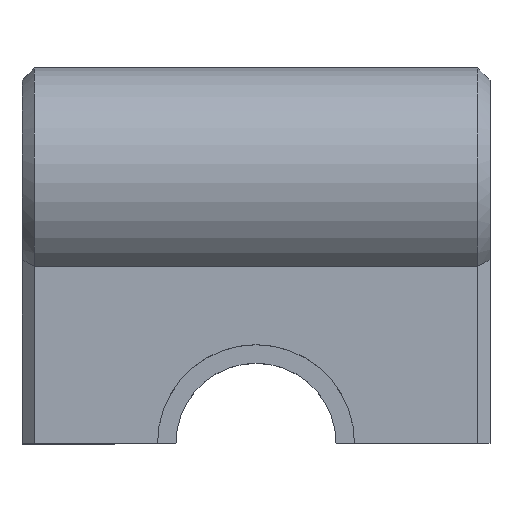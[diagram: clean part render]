
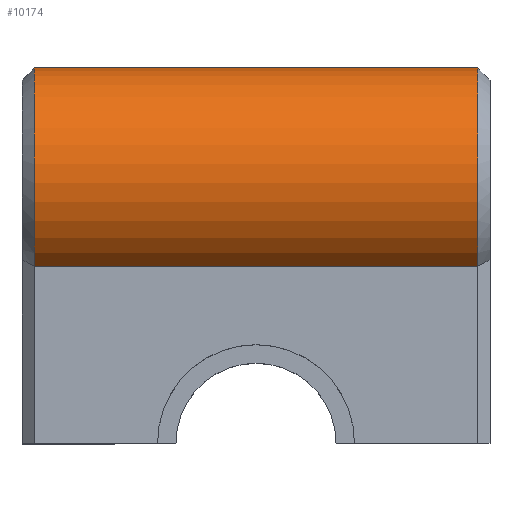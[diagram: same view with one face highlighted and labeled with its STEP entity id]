
A CAD part, top view. The second image highlights one B-rep face of the part: STEP entity #10174.
In plain terms, the highlighted cylindrical face has radius 9 mm (diameter 18 mm), a partial arc.
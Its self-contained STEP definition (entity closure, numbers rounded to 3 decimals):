
#3167 = CONICAL_SURFACE('',#3168,9.,0.785);
#3168 = AXIS2_PLACEMENT_3D('',#3169,#3170,#3171);
#3169 = CARTESIAN_POINT('',(-18.,0.,45.));
#3170 = DIRECTION('',(1.,0.,0.));
#3171 = DIRECTION('',(0.,0.998,
    0.056));
#3195 = PLANE('',#3196);
#3196 = AXIS2_PLACEMENT_3D('',#3197,#3198,#3199);
#3197 = CARTESIAN_POINT('',(-19.,0.,45.5));
#3198 = DIRECTION('',(0.,0.,1.));
#3199 = DIRECTION('',(1.,0.,0.));
#4213 = CONICAL_SURFACE('',#4214,9.,0.785);
#4214 = AXIS2_PLACEMENT_3D('',#4215,#4216,#4217);
#4215 = CARTESIAN_POINT('',(18.,0.,45.));
#4216 = DIRECTION('',(-1.,0.,0.));
#4217 = DIRECTION('',(0.,0.998,0.056));
#7969 = PLANE('',#7970);
#7970 = AXIS2_PLACEMENT_3D('',#7971,#7972,#7973);
#7971 = CARTESIAN_POINT('',(-19.,-21.5,50.5));
#7972 = DIRECTION('',(0.,0.,1.));
#7973 = DIRECTION('',(1.,0.,0.));
#8189 = VERTEX_POINT('',#8190);
#8190 = CARTESIAN_POINT('',(-18.,-7.124,50.5));
#8240 = VERTEX_POINT('',#8241);
#8241 = CARTESIAN_POINT('',(-18.,8.986,45.5));
#8268 = EDGE_CURVE('',#8240,#8189,#8269,.T.);
#8269 = SURFACE_CURVE('',#8270,(#8275,#8282),.PCURVE_S1.);
#8270 = CIRCLE('',#8271,9.);
#8271 = AXIS2_PLACEMENT_3D('',#8272,#8273,#8274);
#8272 = CARTESIAN_POINT('',(-18.,0.,45.));
#8273 = DIRECTION('',(1.,0.,0.));
#8274 = DIRECTION('',(0.,0.998,
    0.056));
#8275 = PCURVE('',#3167,#8276);
#8276 = DEFINITIONAL_REPRESENTATION('',(#8277),#8281);
#8277 = LINE('',#8278,#8279);
#8278 = CARTESIAN_POINT('',(0.,0.));
#8279 = VECTOR('',#8280,1.);
#8280 = DIRECTION('',(1.,0.));
#8281 = ( GEOMETRIC_REPRESENTATION_CONTEXT(2) 
PARAMETRIC_REPRESENTATION_CONTEXT() REPRESENTATION_CONTEXT('2D SPACE',''
  ) );
#8282 = PCURVE('',#8283,#8288);
#8283 = CYLINDRICAL_SURFACE('',#8284,9.);
#8284 = AXIS2_PLACEMENT_3D('',#8285,#8286,#8287);
#8285 = CARTESIAN_POINT('',(-19.,0.,45.));
#8286 = DIRECTION('',(1.,0.,0.));
#8287 = DIRECTION('',(0.,0.,-1.));
#8288 = DEFINITIONAL_REPRESENTATION('',(#8289),#8293);
#8289 = LINE('',#8290,#8291);
#8290 = CARTESIAN_POINT('',(1.626,1.));
#8291 = VECTOR('',#8292,1.);
#8292 = DIRECTION('',(1.,0.));
#8293 = ( GEOMETRIC_REPRESENTATION_CONTEXT(2) 
PARAMETRIC_REPRESENTATION_CONTEXT() REPRESENTATION_CONTEXT('2D SPACE',''
  ) );
#8302 = VERTEX_POINT('',#8303);
#8303 = CARTESIAN_POINT('',(18.,8.986,45.5));
#8328 = EDGE_CURVE('',#8240,#8302,#8329,.T.);
#8329 = SURFACE_CURVE('',#8330,(#8334,#8340),.PCURVE_S1.);
#8330 = LINE('',#8331,#8332);
#8331 = CARTESIAN_POINT('',(-19.,8.986,45.5));
#8332 = VECTOR('',#8333,1.);
#8333 = DIRECTION('',(1.,0.,0.));
#8334 = PCURVE('',#3195,#8335);
#8335 = DEFINITIONAL_REPRESENTATION('',(#8336),#8339);
#8336 = B_SPLINE_CURVE_WITH_KNOTS('',1,(#8337,#8338),.UNSPECIFIED.,.F.,
  .F.,(2,2),(0.,38.),.PIECEWISE_BEZIER_KNOTS.);
#8337 = CARTESIAN_POINT('',(0.,8.986));
#8338 = CARTESIAN_POINT('',(38.,8.986));
#8339 = ( GEOMETRIC_REPRESENTATION_CONTEXT(2) 
PARAMETRIC_REPRESENTATION_CONTEXT() REPRESENTATION_CONTEXT('2D SPACE',''
  ) );
#8340 = PCURVE('',#8283,#8341);
#8341 = DEFINITIONAL_REPRESENTATION('',(#8342),#8345);
#8342 = B_SPLINE_CURVE_WITH_KNOTS('',1,(#8343,#8344),.UNSPECIFIED.,.F.,
  .F.,(2,2),(0.,38.),.PIECEWISE_BEZIER_KNOTS.);
#8343 = CARTESIAN_POINT('',(1.626,0.));
#8344 = CARTESIAN_POINT('',(1.626,38.));
#8345 = ( GEOMETRIC_REPRESENTATION_CONTEXT(2) 
PARAMETRIC_REPRESENTATION_CONTEXT() REPRESENTATION_CONTEXT('2D SPACE',''
  ) );
#9515 = VERTEX_POINT('',#9516);
#9516 = CARTESIAN_POINT('',(18.,-7.124,50.5));
#9541 = EDGE_CURVE('',#8302,#9515,#9542,.T.);
#9542 = SURFACE_CURVE('',#9543,(#9548,#9555),.PCURVE_S1.);
#9543 = CIRCLE('',#9544,9.);
#9544 = AXIS2_PLACEMENT_3D('',#9545,#9546,#9547);
#9545 = CARTESIAN_POINT('',(18.,0.,45.));
#9546 = DIRECTION('',(1.,0.,-0.));
#9547 = DIRECTION('',(0.,0.998,0.056));
#9548 = PCURVE('',#4213,#9549);
#9549 = DEFINITIONAL_REPRESENTATION('',(#9550),#9554);
#9550 = LINE('',#9551,#9552);
#9551 = CARTESIAN_POINT('',(-0.,0.));
#9552 = VECTOR('',#9553,1.);
#9553 = DIRECTION('',(-1.,0.));
#9554 = ( GEOMETRIC_REPRESENTATION_CONTEXT(2) 
PARAMETRIC_REPRESENTATION_CONTEXT() REPRESENTATION_CONTEXT('2D SPACE',''
  ) );
#9555 = PCURVE('',#8283,#9556);
#9556 = DEFINITIONAL_REPRESENTATION('',(#9557),#9561);
#9557 = LINE('',#9558,#9559);
#9558 = CARTESIAN_POINT('',(1.626,37.));
#9559 = VECTOR('',#9560,1.);
#9560 = DIRECTION('',(1.,0.));
#9561 = ( GEOMETRIC_REPRESENTATION_CONTEXT(2) 
PARAMETRIC_REPRESENTATION_CONTEXT() REPRESENTATION_CONTEXT('2D SPACE',''
  ) );
#10011 = EDGE_CURVE('',#8189,#9515,#10012,.T.);
#10012 = SURFACE_CURVE('',#10013,(#10017,#10023),.PCURVE_S1.);
#10013 = LINE('',#10014,#10015);
#10014 = CARTESIAN_POINT('',(-19.,-7.124,50.5));
#10015 = VECTOR('',#10016,1.);
#10016 = DIRECTION('',(1.,0.,0.));
#10017 = PCURVE('',#7969,#10018);
#10018 = DEFINITIONAL_REPRESENTATION('',(#10019),#10022);
#10019 = B_SPLINE_CURVE_WITH_KNOTS('',1,(#10020,#10021),.UNSPECIFIED.,
  .F.,.F.,(2,2),(0.,38.),
  .PIECEWISE_BEZIER_KNOTS.);
#10020 = CARTESIAN_POINT('',(0.,14.376));
#10021 = CARTESIAN_POINT('',(38.,14.376));
#10022 = ( GEOMETRIC_REPRESENTATION_CONTEXT(2) 
PARAMETRIC_REPRESENTATION_CONTEXT() REPRESENTATION_CONTEXT('2D SPACE',''
  ) );
#10023 = PCURVE('',#8283,#10024);
#10024 = DEFINITIONAL_REPRESENTATION('',(#10025),#10028);
#10025 = B_SPLINE_CURVE_WITH_KNOTS('',1,(#10026,#10027),.UNSPECIFIED.,
  .F.,.F.,(2,2),(0.,38.),
  .PIECEWISE_BEZIER_KNOTS.);
#10026 = CARTESIAN_POINT('',(4.055,0.));
#10027 = CARTESIAN_POINT('',(4.055,38.));
#10028 = ( GEOMETRIC_REPRESENTATION_CONTEXT(2) 
PARAMETRIC_REPRESENTATION_CONTEXT() REPRESENTATION_CONTEXT('2D SPACE',''
  ) );
#10174 = ADVANCED_FACE('',(#10175),#8283,.T.);
#10175 = FACE_BOUND('',#10176,.T.);
#10176 = EDGE_LOOP('',(#10177,#10178,#10179,#10180));
#10177 = ORIENTED_EDGE('',*,*,#10011,.T.);
#10178 = ORIENTED_EDGE('',*,*,#9541,.F.);
#10179 = ORIENTED_EDGE('',*,*,#8328,.F.);
#10180 = ORIENTED_EDGE('',*,*,#8268,.T.);
